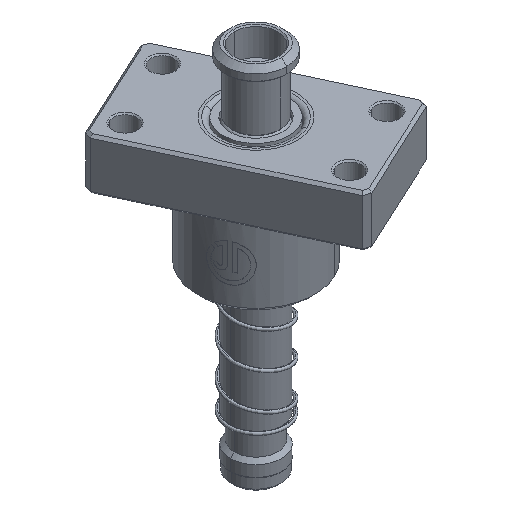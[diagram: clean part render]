
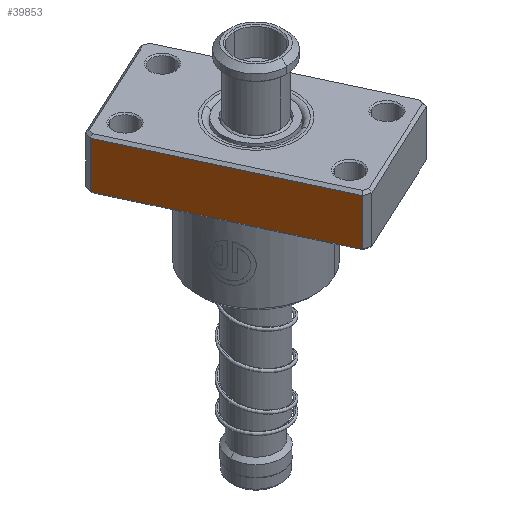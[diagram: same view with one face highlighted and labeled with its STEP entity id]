
A CAD part, isometric view. The second image highlights one B-rep face of the part: STEP entity #39853.
In plain terms, the highlighted face is planar.
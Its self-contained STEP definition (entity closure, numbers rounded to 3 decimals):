
#1203 = LINE ( 'NONE', #1396, #28869 ) ;
#1225 = VERTEX_POINT ( 'NONE', #7953 ) ;
#1396 = CARTESIAN_POINT ( 'NONE',  ( 40., 24., 20. ) ) ;
#3540 = EDGE_CURVE ( 'NONE', #31902, #17069, #35544, .T. ) ;
#5481 = DIRECTION ( 'NONE',  ( -1., 0., 0. ) ) ;
#7249 = FACE_OUTER_BOUND ( 'NONE', #38250, .T. ) ;
#7923 = CARTESIAN_POINT ( 'NONE',  ( -40., 24., 1. ) ) ;
#7953 = CARTESIAN_POINT ( 'NONE',  ( 40., 24., 1. ) ) ;
#9403 = CARTESIAN_POINT ( 'NONE',  ( 40., 24., 19. ) ) ;
#10591 = AXIS2_PLACEMENT_3D ( 'NONE', #28511, #35186, #13360 ) ;
#10992 = CARTESIAN_POINT ( 'NONE',  ( -40., 24., 19. ) ) ;
#13360 = DIRECTION ( 'NONE',  ( 0., 0., -1. ) ) ;
#14160 = VECTOR ( 'NONE', #22934, 1000. ) ;
#14638 = EDGE_CURVE ( 'NONE', #1225, #36467, #33236, .T. ) ;
#17069 = VERTEX_POINT ( 'NONE', #9403 ) ;
#18580 = EDGE_CURVE ( 'NONE', #31902, #36467, #29498, .T. ) ;
#19125 = PLANE ( 'NONE',  #10591 ) ;
#19136 = ORIENTED_EDGE ( 'NONE', *, *, #3540, .T. ) ;
#19251 = ORIENTED_EDGE ( 'NONE', *, *, #32835, .T. ) ;
#20433 = ORIENTED_EDGE ( 'NONE', *, *, #18580, .F. ) ;
#22736 = CARTESIAN_POINT ( 'NONE',  ( 40., 24., 19. ) ) ;
#22934 = DIRECTION ( 'NONE',  ( 1., 0., 0. ) ) ;
#27021 = VECTOR ( 'NONE', #32759, 1000. ) ;
#28511 = CARTESIAN_POINT ( 'NONE',  ( -40., 24., 20. ) ) ;
#28869 = VECTOR ( 'NONE', #37937, 1000. ) ;
#29306 = CARTESIAN_POINT ( 'NONE',  ( -40., 24., 1. ) ) ;
#29498 = LINE ( 'NONE', #30096, #27021 ) ;
#30096 = CARTESIAN_POINT ( 'NONE',  ( -40., 24., 20. ) ) ;
#31902 = VERTEX_POINT ( 'NONE', #10992 ) ;
#32759 = DIRECTION ( 'NONE',  ( 0., 0., -1. ) ) ;
#32835 = EDGE_CURVE ( 'NONE', #17069, #1225, #1203, .T. ) ;
#33236 = LINE ( 'NONE', #7923, #40074 ) ;
#35186 = DIRECTION ( 'NONE',  ( 0., -1., 0. ) ) ;
#35544 = LINE ( 'NONE', #22736, #14160 ) ;
#36397 = ORIENTED_EDGE ( 'NONE', *, *, #14638, .T. ) ;
#36467 = VERTEX_POINT ( 'NONE', #29306 ) ;
#37937 = DIRECTION ( 'NONE',  ( 0., 0., -1. ) ) ;
#38250 = EDGE_LOOP ( 'NONE', ( #19251, #36397, #20433, #19136 ) ) ;
#39853 = ADVANCED_FACE ( 'NONE', ( #7249 ), #19125, .F. ) ;
#40074 = VECTOR ( 'NONE', #5481, 1000. ) ;
